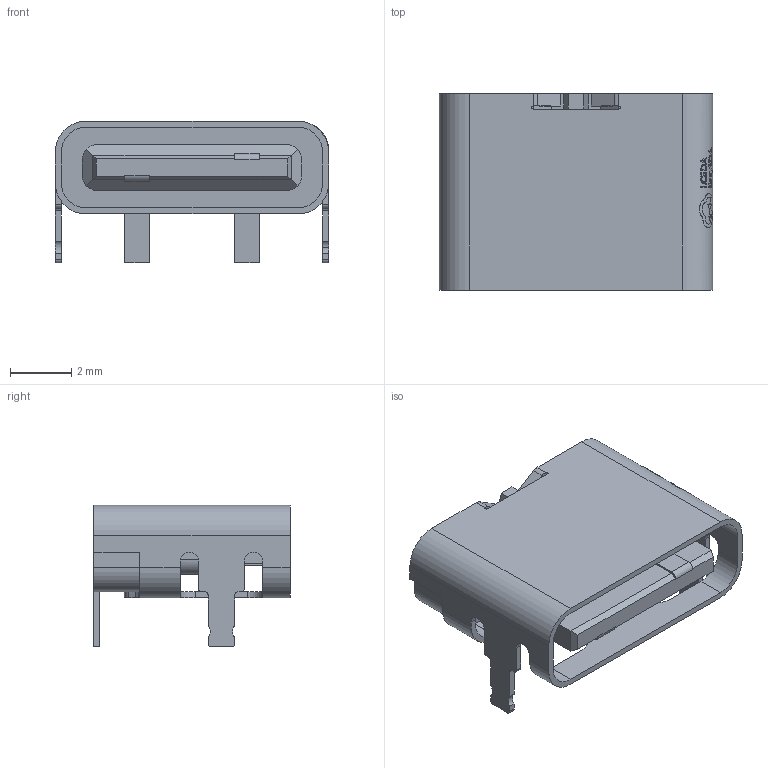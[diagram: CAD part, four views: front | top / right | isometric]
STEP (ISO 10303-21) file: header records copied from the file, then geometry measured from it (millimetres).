
FILE_DESCRIPTION (( 'STEP AP214' ), '1' );
FILE_NAME ('USB-A-TH_TYPE-C-2P-90-2J-108.STEP', '2024-09-01T11:23:38', ( 'Windows 蚚誧' ), ( 'Organization' ), 'SwSTEP 2.0', 'SolidWorks 2020', '' );
FILE_SCHEMA (( 'AUTOMOTIVE_DESIGN' ));
Length unit declared in the file: millimetre
Products named in the file (1): USB-A-TH_TYPE-C-2P-90-2J-108
Bounding box: 8.95 x 6.43 x 4.64 mm (x, y, z)
Volume: 101.6 mm3; surface area: 445.6 mm2
Topology: 6 solids, 6 shells, 414 faces, 1153 edges, 766 vertices
Faces by surface type: plane 202, bspline 133, cylinder 79
Entity records: 20423 total; most frequent: CARTESIAN_POINT 6704, ORIENTED_EDGE 2306, DIRECTION 1218, EDGE_CURVE 1153, VERTEX_POINT 766, B_SPLINE_CURVE_WITH_KNOTS 607, EDGE_LOOP 435, VECTOR 422
